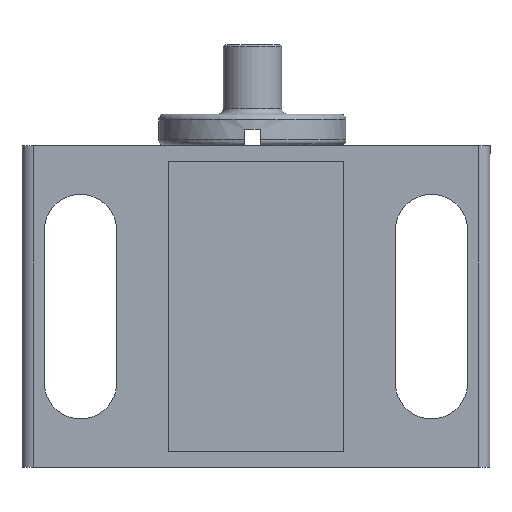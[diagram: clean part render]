
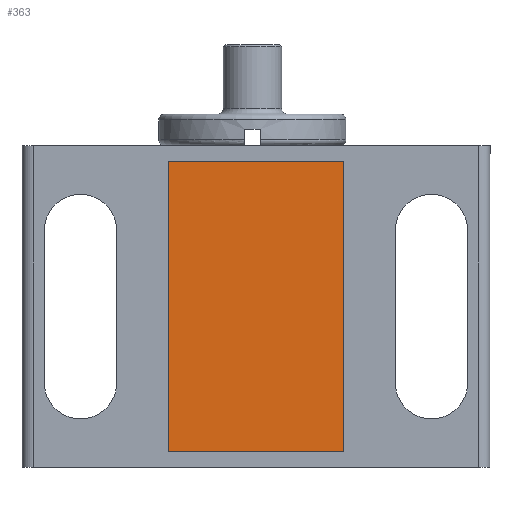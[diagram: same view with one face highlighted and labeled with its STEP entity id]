
A CAD part, front view. The second image highlights one B-rep face of the part: STEP entity #363.
In plain terms, the highlighted planar face has unit normal (0, -1, 0).
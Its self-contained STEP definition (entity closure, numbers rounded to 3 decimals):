
#15 = DIRECTION ( 'NONE',  ( 0., 0., -1. ) ) ;
#220 = EDGE_CURVE ( 'NONE', #2105, #1225, #1718, .T. ) ;
#271 = PLANE ( 'NONE',  #1039 ) ;
#282 = LINE ( 'NONE', #661, #486 ) ;
#283 = DIRECTION ( 'NONE',  ( 0., 1., 0. ) ) ;
#363 = ADVANCED_FACE ( 'NONE', ( #1210 ), #271, .F. ) ;
#486 = VECTOR ( 'NONE', #2385, 1000. ) ;
#587 = VERTEX_POINT ( 'NONE', #1699 ) ;
#637 = ORIENTED_EDGE ( 'NONE', *, *, #1003, .F. ) ;
#661 = CARTESIAN_POINT ( 'NONE',  ( 7.809, 6., -26.175 ) ) ;
#720 = DIRECTION ( 'NONE',  ( 1., 0., 0. ) ) ;
#743 = EDGE_CURVE ( 'NONE', #587, #2457, #282, .T. ) ;
#768 = VECTOR ( 'NONE', #720, 1000. ) ;
#807 = EDGE_CURVE ( 'NONE', #2457, #2105, #1043, .T. ) ;
#995 = ORIENTED_EDGE ( 'NONE', *, *, #807, .F. ) ;
#1003 = EDGE_CURVE ( 'NONE', #1225, #587, #1355, .T. ) ;
#1039 = AXIS2_PLACEMENT_3D ( 'NONE', #1998, #283, #2009 ) ;
#1043 = LINE ( 'NONE', #1631, #1256 ) ;
#1169 = ORIENTED_EDGE ( 'NONE', *, *, #220, .F. ) ;
#1210 = FACE_OUTER_BOUND ( 'NONE', #2394, .T. ) ;
#1225 = VERTEX_POINT ( 'NONE', #2289 ) ;
#1256 = VECTOR ( 'NONE', #1257, 1000. ) ;
#1257 = DIRECTION ( 'NONE',  ( 0., 0., 1. ) ) ;
#1350 = VECTOR ( 'NONE', #15, 1000. ) ;
#1355 = LINE ( 'NONE', #2124, #1350 ) ;
#1384 = CARTESIAN_POINT ( 'NONE',  ( -7.191, 6., -1.325 ) ) ;
#1391 = CARTESIAN_POINT ( 'NONE',  ( -7.191, 6., -26.175 ) ) ;
#1515 = ORIENTED_EDGE ( 'NONE', *, *, #743, .F. ) ;
#1631 = CARTESIAN_POINT ( 'NONE',  ( -7.191, 6., -26.175 ) ) ;
#1699 = CARTESIAN_POINT ( 'NONE',  ( 7.809, 6., -26.175 ) ) ;
#1718 = LINE ( 'NONE', #1893, #768 ) ;
#1893 = CARTESIAN_POINT ( 'NONE',  ( -7.191, 6., -1.325 ) ) ;
#1998 = CARTESIAN_POINT ( 'NONE',  ( -7.191, 6., -26.175 ) ) ;
#2009 = DIRECTION ( 'NONE',  ( 0., 0., 1. ) ) ;
#2105 = VERTEX_POINT ( 'NONE', #1384 ) ;
#2124 = CARTESIAN_POINT ( 'NONE',  ( 7.809, 6., -1.325 ) ) ;
#2289 = CARTESIAN_POINT ( 'NONE',  ( 7.809, 6., -1.325 ) ) ;
#2385 = DIRECTION ( 'NONE',  ( -1., 0., 0. ) ) ;
#2394 = EDGE_LOOP ( 'NONE', ( #1515, #637, #1169, #995 ) ) ;
#2457 = VERTEX_POINT ( 'NONE', #1391 ) ;
